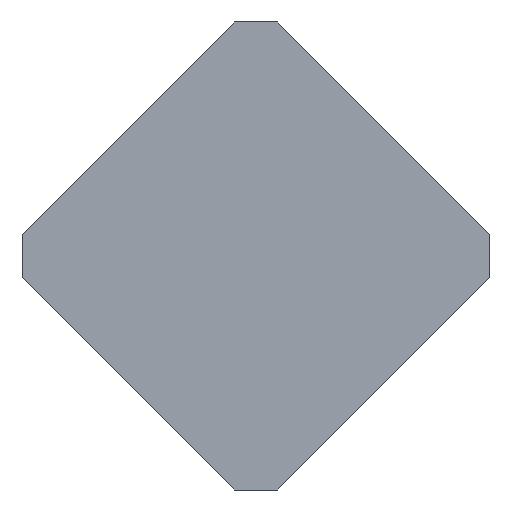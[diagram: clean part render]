
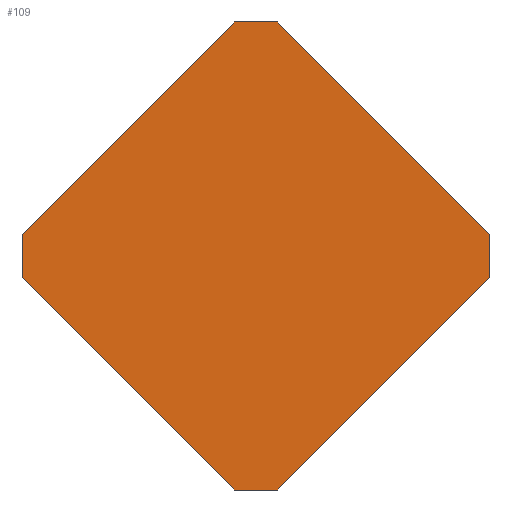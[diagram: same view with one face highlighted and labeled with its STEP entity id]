
A CAD part, top view. The second image highlights one B-rep face of the part: STEP entity #109.
In plain terms, the highlighted planar face has unit normal (0, 0, 1).
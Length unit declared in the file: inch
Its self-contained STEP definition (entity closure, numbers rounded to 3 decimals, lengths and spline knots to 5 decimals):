
#25 = CARTESIAN_POINT ( 'NONE',  ( -0.07265, -0.77783, 3.83355 ) ) ;
#82 = VECTOR ( 'NONE', #1792, 39.37008 ) ;
#84 = VERTEX_POINT ( 'NONE', #25 ) ;
#89 = VERTEX_POINT ( 'NONE', #1724 ) ;
#109 = ADVANCED_FACE ( 'NONE', ( #283 ), #429, .T. ) ;
#111 = CARTESIAN_POINT ( 'NONE',  ( 0.43397, -0.4165, 3.83355 ) ) ;
#137 = ORIENTED_EDGE ( 'NONE', *, *, #620, .F. ) ;
#142 = EDGE_CURVE ( 'NONE', #456, #1787, #1285, .T. ) ;
#196 = CARTESIAN_POINT ( 'NONE',  ( 0.77771, -0.07276, 3.83355 ) ) ;
#209 = VECTOR ( 'NONE', #302, 39.37008 ) ;
#230 = VECTOR ( 'NONE', #534, 39.37008 ) ;
#265 = ORIENTED_EDGE ( 'NONE', *, *, #1323, .F. ) ;
#283 = FACE_OUTER_BOUND ( 'NONE', #483, .T. ) ;
#302 = DIRECTION ( 'NONE',  ( 0., -1., 0. ) ) ;
#310 = LINE ( 'NONE', #1040, #1337 ) ;
#363 = CARTESIAN_POINT ( 'NONE',  ( 0., -0.77783, 3.83355 ) ) ;
#371 = EDGE_CURVE ( 'NONE', #1787, #89, #310, .T. ) ;
#377 = CARTESIAN_POINT ( 'NONE',  ( -0.43397, -0.4165, 3.83355 ) ) ;
#402 = VECTOR ( 'NONE', #1597, 39.37008 ) ;
#412 = DIRECTION ( 'NONE',  ( 0., 1., 0. ) ) ;
#423 = CARTESIAN_POINT ( 'NONE',  ( 0.77771, 0., 3.83355 ) ) ;
#429 = PLANE ( 'NONE',  #1142 ) ;
#456 = VERTEX_POINT ( 'NONE', #901 ) ;
#483 = EDGE_LOOP ( 'NONE', ( #1082, #505, #511, #1090, #961, #137, #265, #1509 ) ) ;
#505 = ORIENTED_EDGE ( 'NONE', *, *, #142, .F. ) ;
#510 = EDGE_CURVE ( 'NONE', #670, #84, #1071, .T. ) ;
#511 = ORIENTED_EDGE ( 'NONE', *, *, #1806, .F. ) ;
#534 = DIRECTION ( 'NONE',  ( -0.707, -0.707, 0. ) ) ;
#554 = CARTESIAN_POINT ( 'NONE',  ( -0.77771, -0.07276, 3.83355 ) ) ;
#620 = EDGE_CURVE ( 'NONE', #1825, #670, #1762, .T. ) ;
#670 = VERTEX_POINT ( 'NONE', #1235 ) ;
#762 = VERTEX_POINT ( 'NONE', #1473 ) ;
#901 = CARTESIAN_POINT ( 'NONE',  ( -0.77771, 0.07276, 3.83355 ) ) ;
#903 = CARTESIAN_POINT ( 'NONE',  ( 0.43397, 0.4165, 3.83355 ) ) ;
#929 = DIRECTION ( 'NONE',  ( -1., 0., 0. ) ) ;
#961 = ORIENTED_EDGE ( 'NONE', *, *, #510, .F. ) ;
#979 = VERTEX_POINT ( 'NONE', #554 ) ;
#1028 = CARTESIAN_POINT ( 'NONE',  ( 0., 0., 3.83355 ) ) ;
#1040 = CARTESIAN_POINT ( 'NONE',  ( 0., 0.77783, 3.83355 ) ) ;
#1071 = LINE ( 'NONE', #363, #1183 ) ;
#1082 = ORIENTED_EDGE ( 'NONE', *, *, #371, .F. ) ;
#1090 = ORIENTED_EDGE ( 'NONE', *, *, #1213, .F. ) ;
#1099 = VECTOR ( 'NONE', #1749, 39.37008 ) ;
#1120 = LINE ( 'NONE', #1688, #1424 ) ;
#1138 = CARTESIAN_POINT ( 'NONE',  ( -0.43397, 0.4165, 3.83355 ) ) ;
#1142 = AXIS2_PLACEMENT_3D ( 'NONE', #1028, #1720, #1589 ) ;
#1171 = DIRECTION ( 'NONE',  ( 1., 0., 0. ) ) ;
#1183 = VECTOR ( 'NONE', #929, 39.37008 ) ;
#1198 = LINE ( 'NONE', #903, #1099 ) ;
#1213 = EDGE_CURVE ( 'NONE', #84, #979, #1802, .T. ) ;
#1235 = CARTESIAN_POINT ( 'NONE',  ( 0.07265, -0.77783, 3.83355 ) ) ;
#1285 = LINE ( 'NONE', #1138, #402 ) ;
#1323 = EDGE_CURVE ( 'NONE', #762, #1825, #1707, .T. ) ;
#1337 = VECTOR ( 'NONE', #1171, 39.37008 ) ;
#1424 = VECTOR ( 'NONE', #412, 39.37008 ) ;
#1473 = CARTESIAN_POINT ( 'NONE',  ( 0.77771, 0.07276, 3.83355 ) ) ;
#1480 = EDGE_CURVE ( 'NONE', #89, #762, #1198, .T. ) ;
#1509 = ORIENTED_EDGE ( 'NONE', *, *, #1480, .F. ) ;
#1587 = CARTESIAN_POINT ( 'NONE',  ( -0.07265, 0.77783, 3.83355 ) ) ;
#1589 = DIRECTION ( 'NONE',  ( 1., 0., 0. ) ) ;
#1597 = DIRECTION ( 'NONE',  ( 0.707, 0.707, 0. ) ) ;
#1688 = CARTESIAN_POINT ( 'NONE',  ( -0.77771, 0., 3.83355 ) ) ;
#1707 = LINE ( 'NONE', #423, #209 ) ;
#1720 = DIRECTION ( 'NONE',  ( 0., 0., 1. ) ) ;
#1724 = CARTESIAN_POINT ( 'NONE',  ( 0.07265, 0.77783, 3.83355 ) ) ;
#1749 = DIRECTION ( 'NONE',  ( 0.707, -0.707, 0. ) ) ;
#1762 = LINE ( 'NONE', #111, #230 ) ;
#1787 = VERTEX_POINT ( 'NONE', #1587 ) ;
#1792 = DIRECTION ( 'NONE',  ( -0.707, 0.707, 0. ) ) ;
#1802 = LINE ( 'NONE', #377, #82 ) ;
#1806 = EDGE_CURVE ( 'NONE', #979, #456, #1120, .T. ) ;
#1825 = VERTEX_POINT ( 'NONE', #196 ) ;
